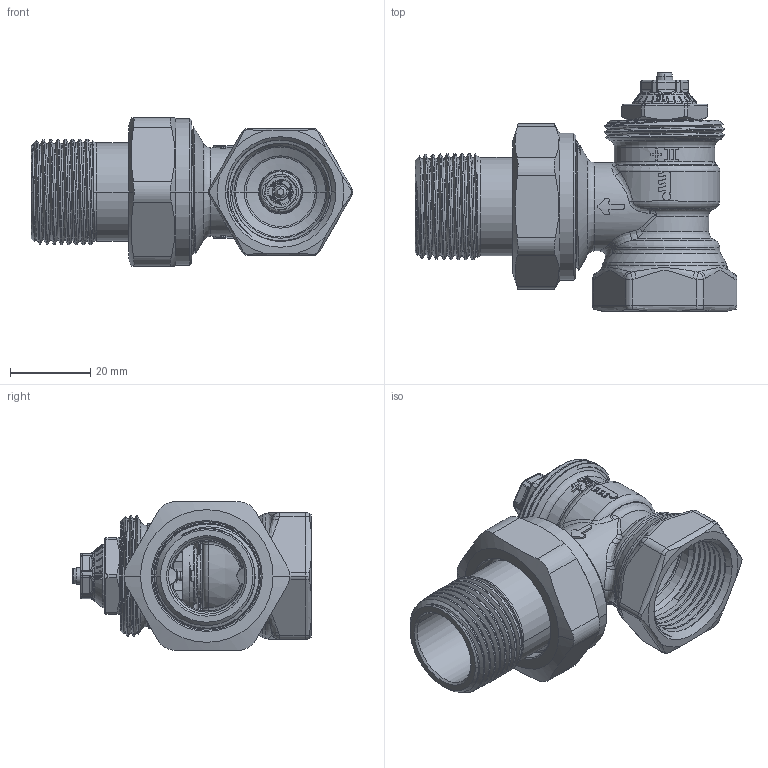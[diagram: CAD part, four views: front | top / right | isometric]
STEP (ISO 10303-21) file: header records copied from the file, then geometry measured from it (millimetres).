
FILE_DESCRIPTION((''),'2;1');
FILE_NAME('3461-03-000-GEW-O-B_SW0002','2015-03-09T',('marann'),(''),'PRO/ENGINEER BY PARAMETRIC TECHNOLOGY CORPORATION, 2011490','PRO/ENGINEER BY PARAMETRIC TECHNOLOGY CORPORATION, 2011490','');
FILE_SCHEMA(('CONFIG_CONTROL_DESIGN'));
Products named in the file (1): 3461-03-000-GEW-O-B_SW0002
Bounding box: 80.1 x 59.35 x 37 mm (x, y, z)
Volume: 33788.6 mm3; surface area: 27704.9 mm2
Topology: 3 solids, 3 shells, 1580 faces, 4069 edges, 2526 vertices
Faces by surface type: plane 471, cylinder 436, bspline 258, cone 169, torus 163, extrusion 58, sphere 25
Entity records: 72148 total; most frequent: CARTESIAN_POINT 36843, ORIENTED_EDGE 8134, DIRECTION 6351, EDGE_CURVE 4067, VERTEX_POINT 2526, AXIS2_PLACEMENT_3D 2511, EDGE_LOOP 1635, B_SPLINE_CURVE_WITH_KNOTS 1607
